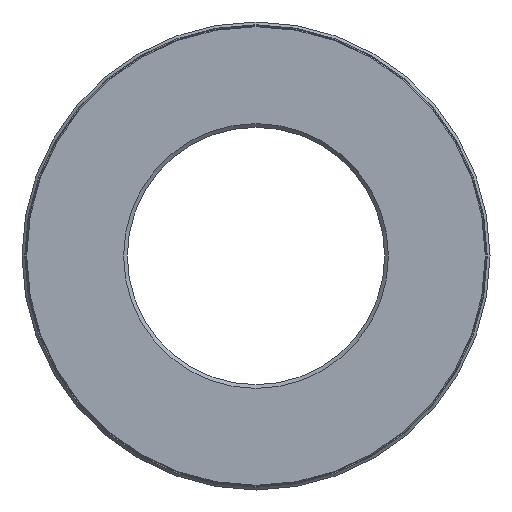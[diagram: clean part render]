
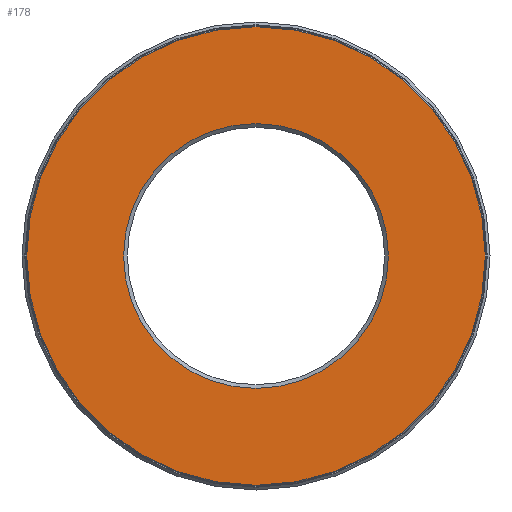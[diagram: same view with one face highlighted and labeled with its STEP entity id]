
A CAD part, front view. The second image highlights one B-rep face of the part: STEP entity #178.
In plain terms, the highlighted planar face has unit normal (0, -1, 0).
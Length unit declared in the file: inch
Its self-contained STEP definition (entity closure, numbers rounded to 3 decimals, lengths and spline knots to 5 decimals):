
#8 = PLANE ( 'NONE',  #431 ) ;
#12 = DIRECTION ( 'NONE',  ( 0., 1., 0. ) ) ;
#92 = AXIS2_PLACEMENT_3D ( 'NONE', #260, #541, #486 ) ;
#147 = DIRECTION ( 'NONE',  ( 0., 1., 0. ) ) ;
#153 = DIRECTION ( 'NONE',  ( 0., 0., 1. ) ) ;
#178 = ADVANCED_FACE ( 'NONE', ( #299, #482 ), #8, .F. ) ;
#182 = EDGE_CURVE ( 'NONE', #475, #475, #492, .T. ) ;
#197 = DIRECTION ( 'NONE',  ( 0., 0., 1. ) ) ;
#242 = EDGE_LOOP ( 'NONE', ( #554 ) ) ;
#260 = CARTESIAN_POINT ( 'NONE',  ( 0., 0., 0. ) ) ;
#299 = FACE_OUTER_BOUND ( 'NONE', #317, .T. ) ;
#313 = EDGE_CURVE ( 'NONE', #469, #469, #446, .T. ) ;
#317 = EDGE_LOOP ( 'NONE', ( #595 ) ) ;
#338 = AXIS2_PLACEMENT_3D ( 'NONE', #340, #12, #153 ) ;
#340 = CARTESIAN_POINT ( 'NONE',  ( 0., 0., 0. ) ) ;
#416 = CARTESIAN_POINT ( 'NONE',  ( 0., 0., 1.225 ) ) ;
#418 = CARTESIAN_POINT ( 'NONE',  ( 0., 0., 0.7075 ) ) ;
#431 = AXIS2_PLACEMENT_3D ( 'NONE', #527, #147, #197 ) ;
#446 = CIRCLE ( 'NONE', #92, 1.225 ) ;
#469 = VERTEX_POINT ( 'NONE', #416 ) ;
#475 = VERTEX_POINT ( 'NONE', #418 ) ;
#482 = FACE_BOUND ( 'NONE', #242, .T. ) ;
#486 = DIRECTION ( 'NONE',  ( 0., 0., 1. ) ) ;
#492 = CIRCLE ( 'NONE', #338, 0.7075 ) ;
#527 = CARTESIAN_POINT ( 'NONE',  ( 0., 0., 0. ) ) ;
#541 = DIRECTION ( 'NONE',  ( 0., 1., 0. ) ) ;
#554 = ORIENTED_EDGE ( 'NONE', *, *, #182, .T. ) ;
#595 = ORIENTED_EDGE ( 'NONE', *, *, #313, .F. ) ;
